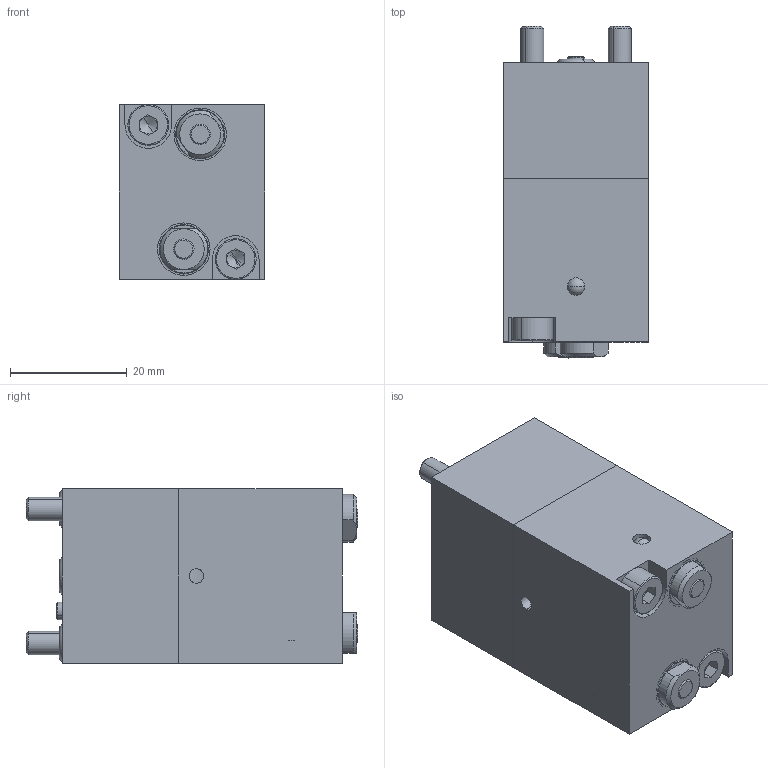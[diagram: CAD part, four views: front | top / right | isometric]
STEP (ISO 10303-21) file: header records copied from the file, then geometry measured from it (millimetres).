
FILE_DESCRIPTION (( 'STEP AP214' ), '1' );
FILE_NAME ('08_298_4.STEP', '2016-01-04T13:56:41', ( '' ), ( '' ), 'SwSTEP 2.0', 'SolidWorks 2016', '' );
FILE_SCHEMA (( 'AUTOMOTIVE_DESIGN' ));
Length unit declared in the file: millimetre
Products named in the file (1): 08_298_4
Bounding box: 25 x 56.9 x 30 mm (x, y, z)
Volume: 37481.3 mm3; surface area: 12557.3 mm2
Topology: 17 solids, 17 shells, 266 faces, 599 edges, 361 vertices
Faces by surface type: plane 115, cylinder 67, cone 46, torus 28, sphere 10
Entity records: 7541 total; most frequent: CARTESIAN_POINT 1360, DIRECTION 1327, ORIENTED_EDGE 1116, EDGE_CURVE 558, AXIS2_PLACEMENT_3D 525, VERTEX_POINT 346, EDGE_LOOP 294, VECTOR 277
